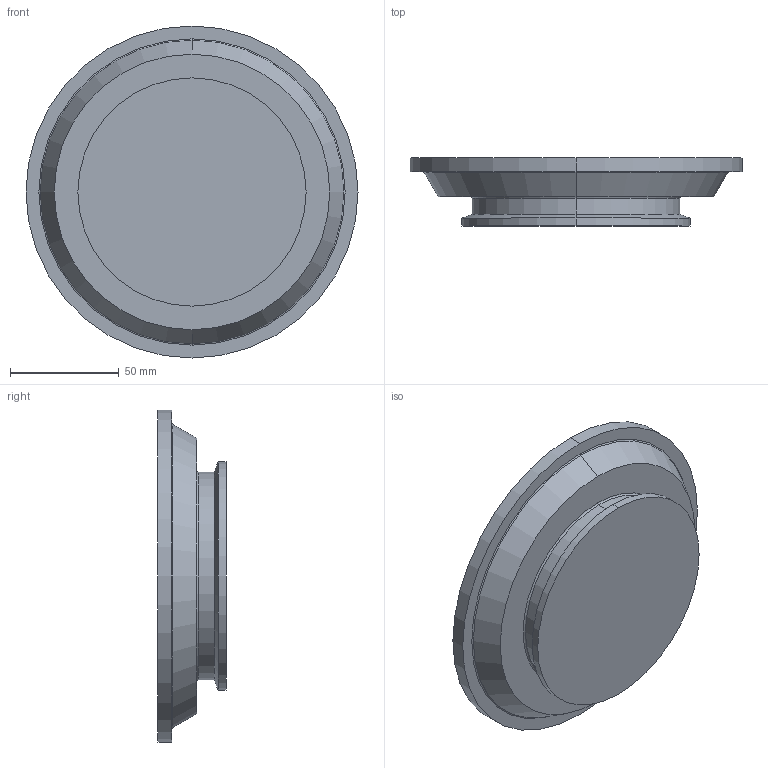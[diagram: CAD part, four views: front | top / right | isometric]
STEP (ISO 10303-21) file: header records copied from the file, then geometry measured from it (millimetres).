
FILE_DESCRIPTION (( 'STEP AP214' ), '1' );
FILE_NAME ('114832.STEP', '2017-11-16T22:50:02', ( '' ), ( '' ), 'SwSTEP 2.0', 'SolidWorks 2014', '' );
FILE_SCHEMA (( 'AUTOMOTIVE_DESIGN' ));
Length unit declared in the file: inch
Products named in the file (1): 114832
Bounding box: 152.4 x 31.24 x 152.4 mm (x, y, z)
Volume: 259214.5 mm3; surface area: 51310.4 mm2
Topology: 1 solids, 1 shells, 22 faces, 42 edges, 24 vertices
Faces by surface type: cone 8, cylinder 6, torus 4, plane 4
Entity records: 598 total; most frequent: DIRECTION 116, CARTESIAN_POINT 89, ORIENTED_EDGE 84, AXIS2_PLACEMENT_3D 51, EDGE_CURVE 42, CIRCLE 28, VERTEX_POINT 24, EDGE_LOOP 24
